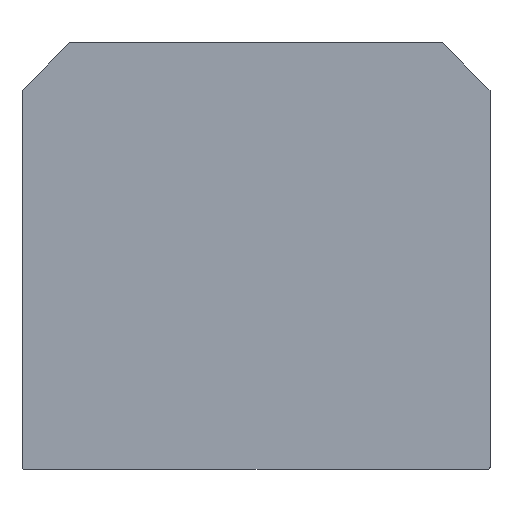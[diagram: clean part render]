
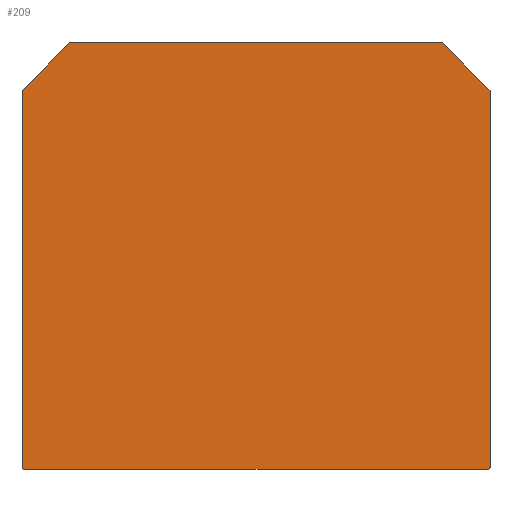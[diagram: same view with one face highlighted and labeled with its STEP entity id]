
A CAD part, top view. The second image highlights one B-rep face of the part: STEP entity #209.
In plain terms, the highlighted planar face has unit normal (0, 0, 1).
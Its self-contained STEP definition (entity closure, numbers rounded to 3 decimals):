
#30 = VERTEX_POINT ( 'NONE', #231 ) ;
#37 = DIRECTION ( 'NONE',  ( 0., 1., 0. ) ) ;
#39 = CARTESIAN_POINT ( 'NONE',  ( -0.2, 0., 1.5 ) ) ;
#58 = VECTOR ( 'NONE', #37, 1000. ) ;
#63 = LINE ( 'NONE', #39, #58 ) ;
#96 = DIRECTION ( 'NONE',  ( -1., 0., 0. ) ) ;
#97 = DIRECTION ( 'NONE',  ( 0., 0., -1. ) ) ;
#98 = CARTESIAN_POINT ( 'NONE',  ( 49., 0., 1.5 ) ) ;
#102 = DIRECTION ( 'NONE',  ( -1., 0., 0. ) ) ;
#106 = DIRECTION ( 'NONE',  ( 0., 0., -1. ) ) ;
#114 = CIRCLE ( 'NONE', #299, 0.2 ) ;
#117 = VECTOR ( 'NONE', #145, 1000. ) ;
#119 = CIRCLE ( 'NONE', #304, 0.2 ) ;
#121 = CARTESIAN_POINT ( 'NONE',  ( 49.2, 39.8, 1.5 ) ) ;
#123 = DIRECTION ( 'NONE',  ( -1., 0., 0. ) ) ;
#125 = DIRECTION ( 'NONE',  ( 0., 0., -1. ) ) ;
#126 = LINE ( 'NONE', #180, #139 ) ;
#128 = CARTESIAN_POINT ( 'NONE',  ( 0., 0., 1.5 ) ) ;
#130 = CARTESIAN_POINT ( 'NONE',  ( -0.2, 0., 1.5 ) ) ;
#132 = PLANE ( 'NONE',  #311 ) ;
#139 = VECTOR ( 'NONE', #165, 1000. ) ;
#143 = VECTOR ( 'NONE', #195, 1000. ) ;
#144 = VECTOR ( 'NONE', #188, 1000. ) ;
#145 = DIRECTION ( 'NONE',  ( 0.707, -0.707, 0. ) ) ;
#146 = CARTESIAN_POINT ( 'NONE',  ( -0.2, 39.8, 1.5 ) ) ;
#148 = CARTESIAN_POINT ( 'NONE',  ( 0., 0., 1.5 ) ) ;
#149 = LINE ( 'NONE', #152, #117 ) ;
#151 = LINE ( 'NONE', #190, #144 ) ;
#152 = CARTESIAN_POINT ( 'NONE',  ( 44.2, 44.8, 1.5 ) ) ;
#155 = VECTOR ( 'NONE', #175, 1000. ) ;
#157 = LINE ( 'NONE', #174, #143 ) ;
#159 = FACE_OUTER_BOUND ( 'NONE', #312, .T. ) ;
#165 = DIRECTION ( 'NONE',  ( 1., 0., 0. ) ) ;
#169 = LINE ( 'NONE', #197, #155 ) ;
#174 = CARTESIAN_POINT ( 'NONE',  ( 49.2, 0., 1.5 ) ) ;
#175 = DIRECTION ( 'NONE',  ( -1., 0., 0. ) ) ;
#179 = VERTEX_POINT ( 'NONE', #146 ) ;
#180 = CARTESIAN_POINT ( 'NONE',  ( 0., 44.8, 1.5 ) ) ;
#182 = VERTEX_POINT ( 'NONE', #184 ) ;
#184 = CARTESIAN_POINT ( 'NONE',  ( 49., -0.2, 1.5 ) ) ;
#185 = CARTESIAN_POINT ( 'NONE',  ( 49.2, 0., 1.5 ) ) ;
#188 = DIRECTION ( 'NONE',  ( 0.707, 0.707, 0. ) ) ;
#190 = CARTESIAN_POINT ( 'NONE',  ( -0.2, 39.8, 1.5 ) ) ;
#195 = DIRECTION ( 'NONE',  ( 0., -1., 0. ) ) ;
#197 = CARTESIAN_POINT ( 'NONE',  ( 0., -0.2, 1.5 ) ) ;
#209 = ADVANCED_FACE ( 'NONE', ( #159 ), #132, .F. ) ;
#210 = VERTEX_POINT ( 'NONE', #130 ) ;
#225 = VERTEX_POINT ( 'NONE', #240 ) ;
#227 = VERTEX_POINT ( 'NONE', #121 ) ;
#231 = CARTESIAN_POINT ( 'NONE',  ( 44.2, 44.8, 1.5 ) ) ;
#240 = CARTESIAN_POINT ( 'NONE',  ( 0., -0.2, 1.5 ) ) ;
#243 = CARTESIAN_POINT ( 'NONE',  ( 4.8, 44.8, 1.5 ) ) ;
#245 = VERTEX_POINT ( 'NONE', #243 ) ;
#268 = ORIENTED_EDGE ( 'NONE', *, *, #297, .F. ) ;
#269 = ORIENTED_EDGE ( 'NONE', *, *, #322, .F. ) ;
#270 = ORIENTED_EDGE ( 'NONE', *, *, #308, .F. ) ;
#271 = ORIENTED_EDGE ( 'NONE', *, *, #316, .F. ) ;
#272 = ORIENTED_EDGE ( 'NONE', *, *, #314, .F. ) ;
#273 = ORIENTED_EDGE ( 'NONE', *, *, #286, .F. ) ;
#274 = ORIENTED_EDGE ( 'NONE', *, *, #334, .F. ) ;
#275 = ORIENTED_EDGE ( 'NONE', *, *, #319, .F. ) ;
#286 = EDGE_CURVE ( 'NONE', #179, #245, #151, .T. ) ;
#289 = VERTEX_POINT ( 'NONE', #185 ) ;
#297 = EDGE_CURVE ( 'NONE', #182, #225, #169, .T. ) ;
#299 = AXIS2_PLACEMENT_3D ( 'NONE', #98, #97, #96 ) ;
#304 = AXIS2_PLACEMENT_3D ( 'NONE', #128, #125, #123 ) ;
#308 = EDGE_CURVE ( 'NONE', #227, #289, #157, .T. ) ;
#311 = AXIS2_PLACEMENT_3D ( 'NONE', #148, #106, #102 ) ;
#312 = EDGE_LOOP ( 'NONE', ( #268, #269, #270, #271, #272, #273, #274, #275 ) ) ;
#314 = EDGE_CURVE ( 'NONE', #245, #30, #126, .T. ) ;
#316 = EDGE_CURVE ( 'NONE', #30, #227, #149, .T. ) ;
#319 = EDGE_CURVE ( 'NONE', #225, #210, #119, .T. ) ;
#322 = EDGE_CURVE ( 'NONE', #289, #182, #114, .T. ) ;
#334 = EDGE_CURVE ( 'NONE', #210, #179, #63, .T. ) ;
